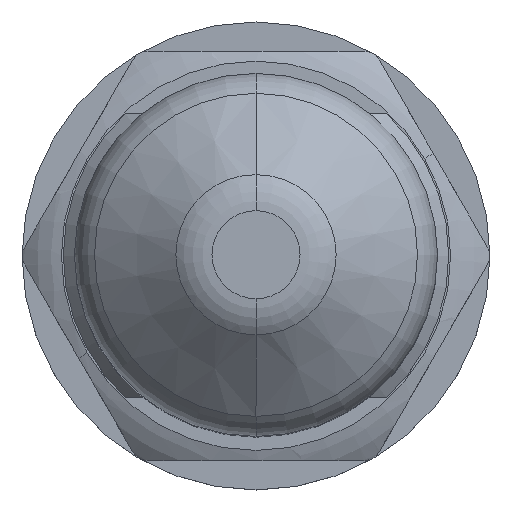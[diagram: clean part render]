
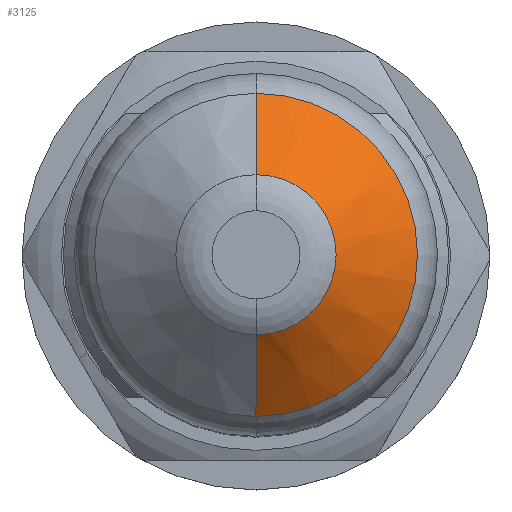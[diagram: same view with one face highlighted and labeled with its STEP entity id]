
A CAD part, top view. The second image highlights one B-rep face of the part: STEP entity #3125.
In plain terms, the highlighted conical face has half-angle 50 degrees and reference radius 4.928 mm.
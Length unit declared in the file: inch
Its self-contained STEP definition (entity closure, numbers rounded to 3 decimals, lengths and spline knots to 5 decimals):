
#177 = AXIS2_PLACEMENT_3D ( 'NONE', #4560, #6247, #6307 ) ;
#331 = DIRECTION ( 'NONE',  ( 0.766, 0., 0.643 ) ) ;
#455 = ORIENTED_EDGE ( 'NONE', *, *, #6304, .T. ) ;
#669 = VERTEX_POINT ( 'NONE', #4821 ) ;
#964 = VECTOR ( 'NONE', #9222, 39.37008 ) ;
#1734 = VERTEX_POINT ( 'NONE', #10018 ) ;
#1746 = DIRECTION ( 'NONE',  ( -1., 0., 0. ) ) ;
#2046 = ORIENTED_EDGE ( 'NONE', *, *, #10662, .F. ) ;
#2072 = CARTESIAN_POINT ( 'NONE',  ( -0.17257, 0., -0.50298 ) ) ;
#2813 = EDGE_CURVE ( 'NONE', #8077, #6943, #9320, .T. ) ;
#3125 = ADVANCED_FACE ( 'NONE', ( #10536 ), #3225, .T. ) ;
#3149 = VECTOR ( 'NONE', #331, 39.37008 ) ;
#3225 = CONICAL_SURFACE ( 'NONE', #177, 0.194, 0.873 ) ;
#3434 = DIRECTION ( 'NONE',  ( 0., 0., 1. ) ) ;
#3664 = ORIENTED_EDGE ( 'NONE', *, *, #8993, .T. ) ;
#4472 = ORIENTED_EDGE ( 'NONE', *, *, #2813, .T. ) ;
#4560 = CARTESIAN_POINT ( 'NONE',  ( 0., 0., -0.485 ) ) ;
#4821 = CARTESIAN_POINT ( 'NONE',  ( -0.08559, 0., -0.57596 ) ) ;
#5343 = AXIS2_PLACEMENT_3D ( 'NONE', #7563, #3434, #1746 ) ;
#5413 = CARTESIAN_POINT ( 'NONE',  ( 0.194, 0., -0.485 ) ) ;
#5742 = DIRECTION ( 'NONE',  ( 0., 0., -1. ) ) ;
#6247 = DIRECTION ( 'NONE',  ( 0., 0., 1. ) ) ;
#6304 = EDGE_CURVE ( 'NONE', #1734, #669, #10144, .T. ) ;
#6307 = DIRECTION ( 'NONE',  ( 1., 0., 0. ) ) ;
#6433 = LINE ( 'NONE', #5413, #3149 ) ;
#6943 = VERTEX_POINT ( 'NONE', #8362 ) ;
#7258 = EDGE_LOOP ( 'NONE', ( #455, #3664, #4472, #2046 ) ) ;
#7563 = CARTESIAN_POINT ( 'NONE',  ( 0., 0., -0.57596 ) ) ;
#8077 = VERTEX_POINT ( 'NONE', #2072 ) ;
#8290 = LINE ( 'NONE', #9060, #964 ) ;
#8362 = CARTESIAN_POINT ( 'NONE',  ( 0.17257, 0., -0.50298 ) ) ;
#8928 = DIRECTION ( 'NONE',  ( -1., 0., 0. ) ) ;
#8993 = EDGE_CURVE ( 'NONE', #669, #8077, #8290, .T. ) ;
#9060 = CARTESIAN_POINT ( 'NONE',  ( -0.194, 0., -0.485 ) ) ;
#9222 = DIRECTION ( 'NONE',  ( -0.766, 0., 0.643 ) ) ;
#9320 = CIRCLE ( 'NONE', #10219, 0.17257 ) ;
#10018 = CARTESIAN_POINT ( 'NONE',  ( 0.08559, 0., -0.57596 ) ) ;
#10144 = CIRCLE ( 'NONE', #5343, 0.08559 ) ;
#10219 = AXIS2_PLACEMENT_3D ( 'NONE', #10605, #5742, #8928 ) ;
#10536 = FACE_OUTER_BOUND ( 'NONE', #7258, .T. ) ;
#10605 = CARTESIAN_POINT ( 'NONE',  ( 0., 0., -0.50298 ) ) ;
#10662 = EDGE_CURVE ( 'NONE', #1734, #6943, #6433, .T. ) ;
